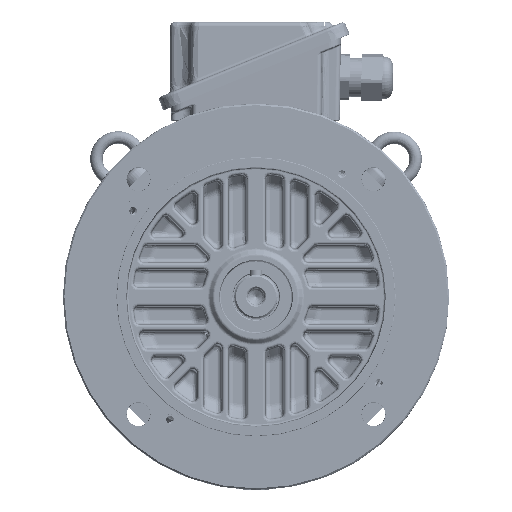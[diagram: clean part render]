
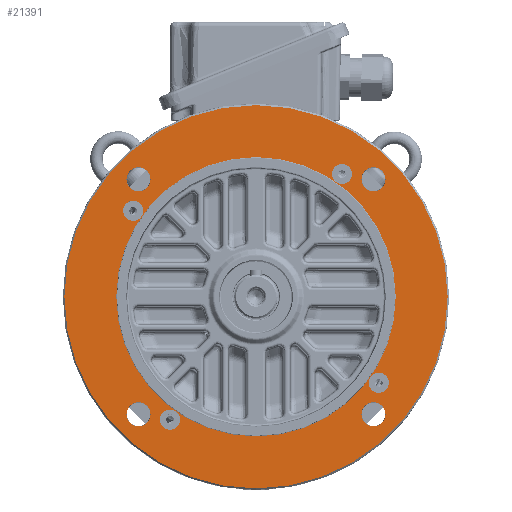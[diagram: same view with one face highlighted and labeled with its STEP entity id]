
A CAD part, top view. The second image highlights one B-rep face of the part: STEP entity #21391.
In plain terms, the highlighted planar face has unit normal (0, 0, 1).
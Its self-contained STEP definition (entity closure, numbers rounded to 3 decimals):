
#8263=PLANE('',#88240);
#9664=FACE_BOUND('',#31510,.T.);
#9665=FACE_BOUND('',#31511,.T.);
#9666=FACE_BOUND('',#31512,.T.);
#9667=FACE_BOUND('',#31513,.T.);
#9668=FACE_BOUND('',#31514,.T.);
#9669=FACE_BOUND('',#31515,.T.);
#9670=FACE_BOUND('',#31516,.T.);
#9671=FACE_BOUND('',#31517,.T.);
#9672=FACE_BOUND('',#31518,.T.);
#9673=FACE_BOUND('',#31519,.T.);
#21391=ADVANCED_FACE('',(#9664,#9665,#9666,#9667,#9668,#9669,#9670,#9671,
#9672,#9673),#8263,.F.);
#31510=EDGE_LOOP('',(#50366));
#31511=EDGE_LOOP('',(#50367));
#31512=EDGE_LOOP('',(#50368));
#31513=EDGE_LOOP('',(#50369));
#31514=EDGE_LOOP('',(#50370));
#31515=EDGE_LOOP('',(#50371));
#31516=EDGE_LOOP('',(#50372));
#31517=EDGE_LOOP('',(#50373));
#31518=EDGE_LOOP('',(#50374));
#31519=EDGE_LOOP('',(#50375));
#35829=CIRCLE('',#88221,90.4);
#35835=CIRCLE('',#88231,6.5);
#35836=CIRCLE('',#88232,6.5);
#35837=CIRCLE('',#88233,6.5);
#35838=CIRCLE('',#88234,6.5);
#35839=CIRCLE('',#88235,7.792);
#35840=CIRCLE('',#88236,7.792);
#35841=CIRCLE('',#88237,124.);
#35842=CIRCLE('',#88238,7.792);
#35843=CIRCLE('',#88239,7.792);
#50366=ORIENTED_EDGE('',*,*,#74864,.T.);
#50367=ORIENTED_EDGE('',*,*,#74865,.T.);
#50368=ORIENTED_EDGE('',*,*,#74866,.T.);
#50369=ORIENTED_EDGE('',*,*,#74867,.T.);
#50370=ORIENTED_EDGE('',*,*,#74858,.T.);
#50371=ORIENTED_EDGE('',*,*,#74868,.F.);
#50372=ORIENTED_EDGE('',*,*,#74869,.F.);
#50373=ORIENTED_EDGE('',*,*,#74870,.T.);
#50374=ORIENTED_EDGE('',*,*,#74871,.F.);
#50375=ORIENTED_EDGE('',*,*,#74872,.F.);
#63993=VERTEX_POINT('',#168407);
#63999=VERTEX_POINT('',#168423);
#64000=VERTEX_POINT('',#168425);
#64001=VERTEX_POINT('',#168427);
#64002=VERTEX_POINT('',#168429);
#64003=VERTEX_POINT('',#168431);
#64004=VERTEX_POINT('',#168433);
#64005=VERTEX_POINT('',#168435);
#64006=VERTEX_POINT('',#168437);
#64007=VERTEX_POINT('',#168439);
#74858=EDGE_CURVE('',#63993,#63993,#35829,.T.);
#74864=EDGE_CURVE('',#63999,#63999,#35835,.T.);
#74865=EDGE_CURVE('',#64000,#64000,#35836,.T.);
#74866=EDGE_CURVE('',#64001,#64001,#35837,.T.);
#74867=EDGE_CURVE('',#64002,#64002,#35838,.T.);
#74868=EDGE_CURVE('',#64003,#64003,#35839,.T.);
#74869=EDGE_CURVE('',#64004,#64004,#35840,.T.);
#74870=EDGE_CURVE('',#64005,#64005,#35841,.T.);
#74871=EDGE_CURVE('',#64006,#64006,#35842,.T.);
#74872=EDGE_CURVE('',#64007,#64007,#35843,.T.);
#88221=AXIS2_PLACEMENT_3D('',#168406,#101705,#101706);
#88231=AXIS2_PLACEMENT_3D('',#168422,#101725,#101726);
#88232=AXIS2_PLACEMENT_3D('',#168424,#101727,#101728);
#88233=AXIS2_PLACEMENT_3D('',#168426,#101729,#101730);
#88234=AXIS2_PLACEMENT_3D('',#168428,#101731,#101732);
#88235=AXIS2_PLACEMENT_3D('',#168430,#101733,#101734);
#88236=AXIS2_PLACEMENT_3D('',#168432,#101735,#101736);
#88237=AXIS2_PLACEMENT_3D('',#168434,#101737,#101738);
#88238=AXIS2_PLACEMENT_3D('',#168436,#101739,#101740);
#88239=AXIS2_PLACEMENT_3D('',#168438,#101741,#101742);
#88240=AXIS2_PLACEMENT_3D('',#168440,#101743,#101744);
#101705=DIRECTION('',(0.,0.,-1.));
#101706=DIRECTION('',(-1.,0.,0.));
#101725=DIRECTION('',(0.,0.,-1.));
#101726=DIRECTION('',(-1.,0.,0.));
#101727=DIRECTION('',(0.,0.,-1.));
#101728=DIRECTION('',(-1.,0.,0.));
#101729=DIRECTION('',(0.,0.,-1.));
#101730=DIRECTION('',(-1.,0.,0.));
#101731=DIRECTION('',(0.,0.,-1.));
#101732=DIRECTION('',(-1.,0.,0.));
#101733=DIRECTION('',(0.,0.,1.));
#101734=DIRECTION('',(-1.,0.,0.));
#101735=DIRECTION('',(0.,0.,1.));
#101736=DIRECTION('',(-1.,0.,0.));
#101737=DIRECTION('',(0.,0.,1.));
#101738=DIRECTION('',(-1.,0.,0.));
#101739=DIRECTION('',(0.,0.,1.));
#101740=DIRECTION('',(-1.,0.,0.));
#101741=DIRECTION('',(0.,0.,1.));
#101742=DIRECTION('',(-1.,0.,0.));
#101743=DIRECTION('',(0.,0.,-1.));
#101744=DIRECTION('',(-1.,0.,0.));
#168406=CARTESIAN_POINT('',(0.,0.,0.));
#168407=CARTESIAN_POINT('',(-90.4,0.,0.));
#168422=CARTESIAN_POINT('',(79.458,-55.637,0.));
#168423=CARTESIAN_POINT('',(72.958,-55.637,0.));
#168424=CARTESIAN_POINT('',(-55.637,-79.458,0.));
#168425=CARTESIAN_POINT('',(-62.137,-79.458,0.));
#168426=CARTESIAN_POINT('',(-79.458,55.637,0.));
#168427=CARTESIAN_POINT('',(-85.958,55.637,0.));
#168428=CARTESIAN_POINT('',(55.637,79.458,0.));
#168429=CARTESIAN_POINT('',(49.137,79.458,0.));
#168430=CARTESIAN_POINT('',(-76.014,-76.014,0.));
#168431=CARTESIAN_POINT('',(-83.806,-76.014,0.));
#168432=CARTESIAN_POINT('',(76.014,76.014,0.));
#168433=CARTESIAN_POINT('',(68.222,76.014,0.));
#168434=CARTESIAN_POINT('',(0.,0.,0.));
#168435=CARTESIAN_POINT('',(-124.,0.,0.));
#168436=CARTESIAN_POINT('',(76.014,-76.014,0.));
#168437=CARTESIAN_POINT('',(68.222,-76.014,0.));
#168438=CARTESIAN_POINT('',(-76.014,76.014,0.));
#168439=CARTESIAN_POINT('',(-83.806,76.014,0.));
#168440=CARTESIAN_POINT('',(0.,90.,0.));
